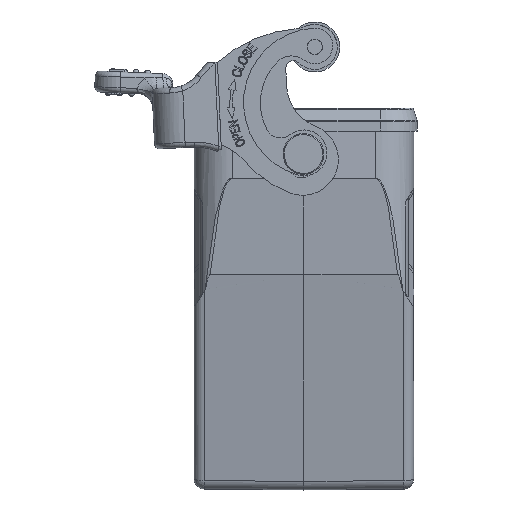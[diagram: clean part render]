
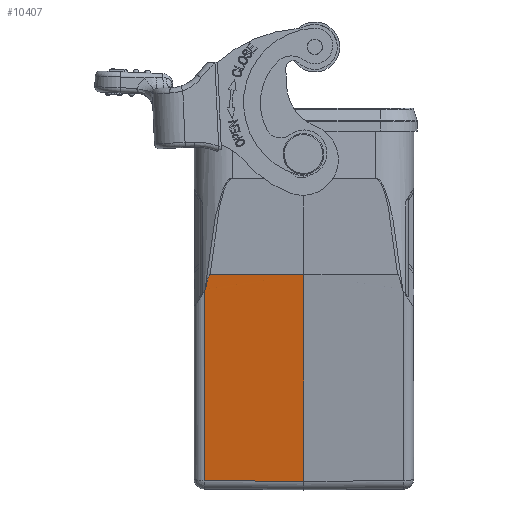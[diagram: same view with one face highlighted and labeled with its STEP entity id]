
A CAD part, left-side view. The second image highlights one B-rep face of the part: STEP entity #10407.
In plain terms, the highlighted planar face has unit normal (-0.987, 0.009, -0.16).
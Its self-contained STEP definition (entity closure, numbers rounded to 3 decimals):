
#1392=B_SPLINE_CURVE_WITH_KNOTS('',3,(#43866,#43867,#43868,#43869),
 .UNSPECIFIED.,.F.,.F.,(4,4),(0.,1.),.UNSPECIFIED.);
#1395=B_SPLINE_CURVE_WITH_KNOTS('',3,(#43916,#43917,#43918,#43919),
 .UNSPECIFIED.,.F.,.F.,(4,4),(0.,1.),.UNSPECIFIED.);
#1396=B_SPLINE_CURVE_WITH_KNOTS('',3,(#43921,#43922,#43923,#43924,#43925,
#43926,#43927,#43928),.UNSPECIFIED.,.F.,.F.,(4,2,2,4),(0.,0.25,0.5,
1.),.UNSPECIFIED.);
#1404=B_SPLINE_CURVE_WITH_KNOTS('',3,(#44197,#44198,#44199,#44200),
 .UNSPECIFIED.,.F.,.F.,(4,4),(0.,1.),.UNSPECIFIED.);
#3331=LINE('',#44173,#4865);
#3376=LINE('',#44726,#4910);
#3378=LINE('',#44730,#4912);
#4865=VECTOR('',#31463,1.);
#4910=VECTOR('',#31598,1.);
#4912=VECTOR('',#31602,1.);
#8499=FACE_OUTER_BOUND('',#12585,.T.);
#9253=PLANE('',#27051);
#10407=ADVANCED_FACE('NONE',(#8499),#9253,.T.);
#12585=EDGE_LOOP('',(#18466,#18467,#18468,#18469,#18470,#18471,#18472));
#18466=ORIENTED_EDGE('',*,*,#24550,.F.);
#18467=ORIENTED_EDGE('',*,*,#24566,.T.);
#18468=ORIENTED_EDGE('',*,*,#24562,.T.);
#18469=ORIENTED_EDGE('',*,*,#24657,.F.);
#18470=ORIENTED_EDGE('',*,*,#24655,.T.);
#18471=ORIENTED_EDGE('',*,*,#24547,.T.);
#18472=ORIENTED_EDGE('',*,*,#24551,.T.);
#21429=VERTEX_POINT('',#43784);
#21432=VERTEX_POINT('',#43865);
#21434=VERTEX_POINT('',#43915);
#21435=VERTEX_POINT('',#43920);
#21443=VERTEX_POINT('',#44172);
#21444=VERTEX_POINT('',#44174);
#21495=VERTEX_POINT('',#44727);
#24547=EDGE_CURVE('NONE',#21429,#21432,#1392,.T.);
#24550=EDGE_CURVE('NONE',#21434,#21435,#1395,.T.);
#24551=EDGE_CURVE('NONE',#21432,#21435,#1396,.T.);
#24562=EDGE_CURVE('NONE',#21444,#21443,#3331,.T.);
#24566=EDGE_CURVE('NONE',#21434,#21444,#1404,.T.);
#24655=EDGE_CURVE('NONE',#21495,#21429,#3376,.T.);
#24657=EDGE_CURVE('NONE',#21495,#21443,#3378,.T.);
#27051=AXIS2_PLACEMENT_3D('',#44731,#31603,#31604);
#31463=DIRECTION('',(0.16,0.,-0.987));
#31598=DIRECTION('',(-0.16,0.,0.987));
#31602=DIRECTION('',(0.007,1.,0.009));
#31603=DIRECTION('',(-0.987,0.009,-0.16));
#31604=DIRECTION('',(-0.16,0.,0.987));
#43784=CARTESIAN_POINT('',(-28.355,0.,6.198));
#43865=CARTESIAN_POINT('',(-28.196,18.362,6.222));
#43866=CARTESIAN_POINT('',(-28.355,0.,6.198));
#43867=CARTESIAN_POINT('',(-28.302,6.121,6.206));
#43868=CARTESIAN_POINT('',(-28.249,12.242,6.214));
#43869=CARTESIAN_POINT('',(-28.196,18.362,6.222));
#43915=CARTESIAN_POINT('',(-27.718,19.261,3.342));
#43916=CARTESIAN_POINT('',(-27.717,19.259,3.342));
#43917=CARTESIAN_POINT('',(-27.719,19.256,3.342));
#43918=CARTESIAN_POINT('',(-27.722,19.253,3.348));
#43919=CARTESIAN_POINT('',(-27.724,19.251,3.36));
#43920=CARTESIAN_POINT('',(-27.724,19.251,3.36));
#43921=CARTESIAN_POINT('',(-28.196,18.362,6.222));
#43922=CARTESIAN_POINT('',(-28.196,18.414,6.224));
#43923=CARTESIAN_POINT('',(-28.188,18.47,6.174));
#43924=CARTESIAN_POINT('',(-28.154,18.59,5.973));
#43925=CARTESIAN_POINT('',(-28.136,18.639,5.867));
#43926=CARTESIAN_POINT('',(-28.012,18.892,5.116));
#43927=CARTESIAN_POINT('',(-27.888,19.068,4.364));
#43928=CARTESIAN_POINT('',(-27.724,19.251,3.36));
#44172=CARTESIAN_POINT('',(-21.628,19.517,-34.15));
#44173=CARTESIAN_POINT('',(-21.332,19.517,-35.973));
#44174=CARTESIAN_POINT('',(-27.646,19.517,2.897));
#44197=CARTESIAN_POINT('',(-27.721,19.261,3.341));
#44198=CARTESIAN_POINT('',(-27.696,19.346,3.193));
#44199=CARTESIAN_POINT('',(-27.671,19.432,3.045));
#44200=CARTESIAN_POINT('',(-27.646,19.517,2.897));
#44726=CARTESIAN_POINT('',(-21.5,0.,-36.));
#44727=CARTESIAN_POINT('',(-21.773,0.,-34.321));
#44730=CARTESIAN_POINT('',(-21.119,88.07,-33.552));
#44731=CARTESIAN_POINT('',(-21.5,0.,-36.));
